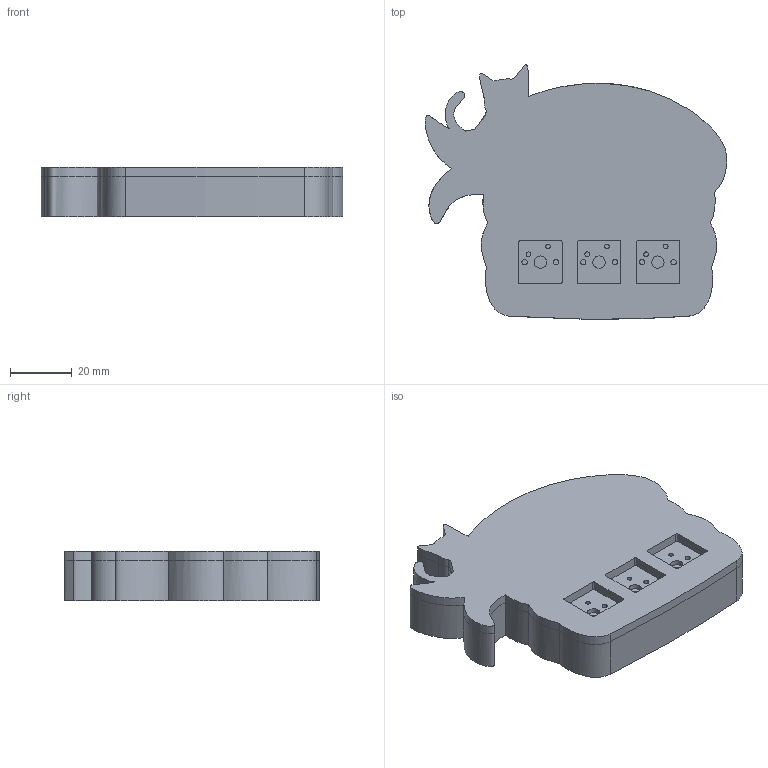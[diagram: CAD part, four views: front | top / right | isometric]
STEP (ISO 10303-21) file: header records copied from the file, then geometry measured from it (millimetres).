
FILE_DESCRIPTION(/* description */ (''),/* implementation_level */ '2;1');
FILE_NAME(/* name */ 'nigiricase.step',/* time_stamp */ '2024-10-21T21:24:48-05:00',/* author */ (''),/* organization */ (''),/* preprocessor_version */ 'ST-DEVELOPER v20',/* originating_system */ 'Autodesk Translation Framework v13.20.0.188',/* authorisation */ '');
FILE_SCHEMA (('AUTOMOTIVE_DESIGN { 1 0 10303 214 3 1 1 }'));
Length unit declared in the file: millimetre
Products named in the file (14): case; macropadSimple2 1; macropad_PCB; Seeed Studio XIAO RP2040 v26; main; type-c v2; smd_button v3; SK6805-2.4x2.7 v1; Shell; DOUT; DIN; VSS; VDD; smd_button v3(Mirror)
Assembly tree (13 placements, depth 5):
  case
    macropadSimple2 1
      macropad_PCB
    Seeed Studio XIAO RP2040 v26
      main
        type-c v2
        smd_button v3
        SK6805-2.4x2.7 v1
          Shell
          DOUT
          DIN
          VSS
          VDD
        smd_button v3(Mirror)
Bounding box: 97.54 x 82.3 x 16 mm (x, y, z)
Volume: 69410.9 mm3; surface area: 40822.4 mm2
Topology: 87 solids, 87 shells, 1388 faces, 3545 edges, 2322 vertices
Faces by surface type: plane 889, cylinder 234, bspline 229, cone 14, torus 12, sphere 10
Full cylindrical faces by diameter (mm): 0.4 x1, 0.5 x2, 0.8 x14, 1 x14, 1.5 x8, 1.7 x6, 2 x1, 2.9 x8, 4 x3
Entity records: 44792 total; most frequent: CARTESIAN_POINT 12197, ORIENTED_EDGE 7066, DIRECTION 5925, EDGE_CURVE 3533, LINE 2579, VECTOR 2579, VERTEX_POINT 2322, AXIS2_PLACEMENT_3D 1673
